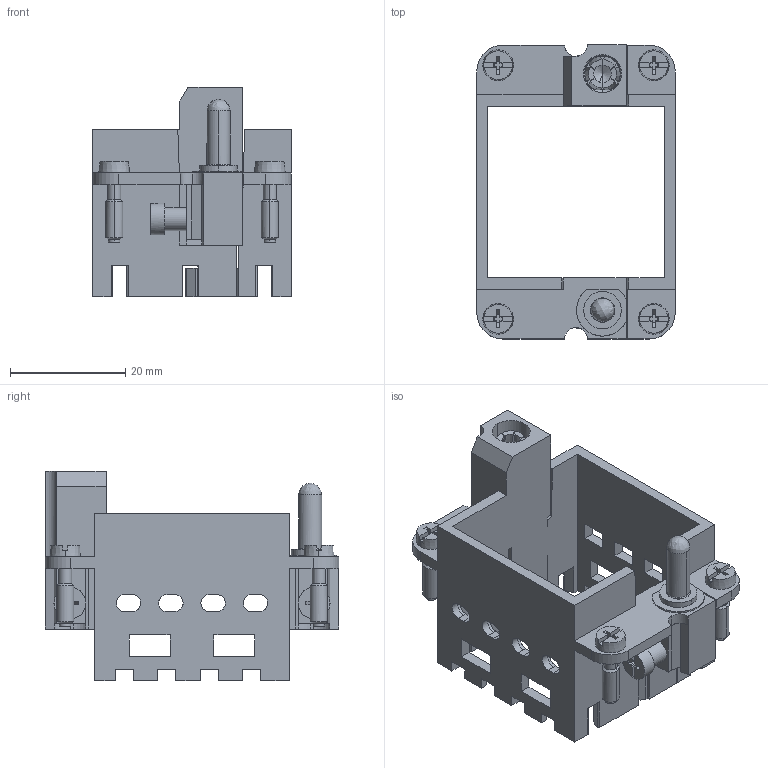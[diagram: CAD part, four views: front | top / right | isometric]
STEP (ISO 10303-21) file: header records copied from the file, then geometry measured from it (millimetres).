
FILE_DESCRIPTION(('CATIA V5 STEP Exchange','CAx-IF Rec.Pracs.--- Model Styling and Organization---1.4--- 2014-01-23'),'2;1');
FILE_NAME ('13140975_2', '2019-08-21T07:30:02+00:00', ('none'), ('Weidmueller'), 'CATIA Version 5-6 Release 2016 SP3 HF44', 'CATIA V5 STEP AP214', 'none');
FILE_SCHEMA(('AUTOMOTIVE_DESIGN { 1 0 10303 214 1 1 1 1 }'));
Length unit declared in the file: millimetre
Products named in the file (1): 1458920000
Bounding box: 34.4 x 51 x 36.4 mm (x, y, z)
Volume: 10420.1 mm3; surface area: 13000.8 mm2
Topology: 1 solids, 2 shells, 666 faces, 1870 edges, 1223 vertices
Faces by surface type: plane 447, cylinder 139, cone 71, bspline 9
Entity records: 22305 total; most frequent: CARTESIAN_POINT 5590, ORIENTED_EDGE 3724, DIRECTION 2945, EDGE_CURVE 1862, VECTOR 1362, LINE 1362, VERTEX_POINT 1223, AXIS2_PLACEMENT_3D 941
